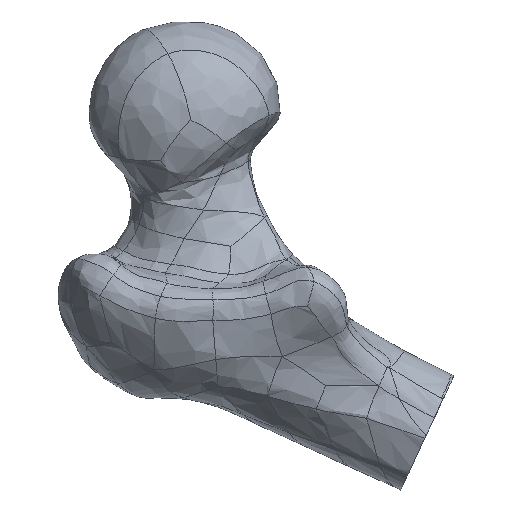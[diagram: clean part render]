
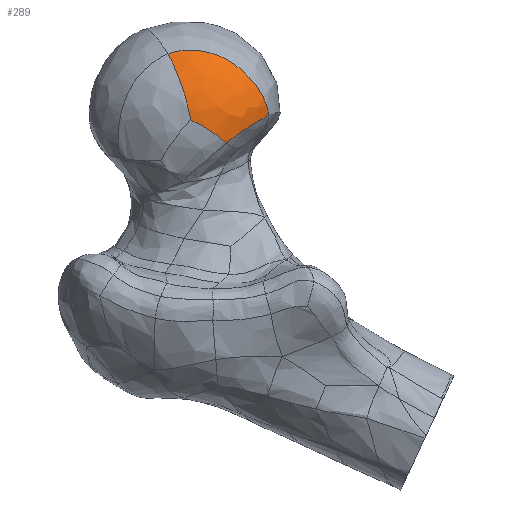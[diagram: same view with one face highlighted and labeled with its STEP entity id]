
A CAD part, top view. The second image highlights one B-rep face of the part: STEP entity #289.
In plain terms, the highlighted free-form (B-spline) face has degree [3, 3] with [8, 8] control points.
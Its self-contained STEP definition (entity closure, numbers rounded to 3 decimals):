
#127=B_SPLINE_SURFACE_WITH_KNOTS('',3,3,((#13690,#13691,#13692,#13693,#13694,
#13695,#13696,#13697),(#13698,#13699,#13700,#13701,#13702,#13703,#13704,
#13705),(#13706,#13707,#13708,#13709,#13710,#13711,#13712,#13713),(#13714,
#13715,#13716,#13717,#13718,#13719,#13720,#13721),(#13722,#13723,#13724,
#13725,#13726,#13727,#13728,#13729),(#13730,#13731,#13732,#13733,#13734,
#13735,#13736,#13737),(#13738,#13739,#13740,#13741,#13742,#13743,#13744,
#13745),(#13746,#13747,#13748,#13749,#13750,#13751,#13752,#13753)),
 .UNSPECIFIED.,.F.,.F.,.F.,(4,1,1,1,1,4),(4,1,1,1,1,4),(0.,0.083,
0.333,0.667,0.917,1.),(0.,0.083,0.333,
0.667,0.917,1.),.UNSPECIFIED.);
#289=ADVANCED_FACE('NONE',(#452),#127,.T.);
#452=FACE_OUTER_BOUND('',#614,.T.);
#614=EDGE_LOOP('',(#918,#919,#920,#921));
#918=ORIENTED_EDGE('',*,*,#1699,.F.);
#919=ORIENTED_EDGE('',*,*,#1700,.F.);
#920=ORIENTED_EDGE('',*,*,#1695,.T.);
#921=ORIENTED_EDGE('',*,*,#1697,.T.);
#1480=VERTEX_POINT('',#13373);
#1483=VERTEX_POINT('',#13503);
#1484=VERTEX_POINT('',#13584);
#1486=VERTEX_POINT('',#13674);
#1695=EDGE_CURVE('NONE',#1480,#1483,#2030,.T.);
#1697=EDGE_CURVE('NONE',#1483,#1484,#2032,.T.);
#1699=EDGE_CURVE('NONE',#1486,#1484,#2034,.T.);
#1700=EDGE_CURVE('NONE',#1480,#1486,#2035,.T.);
#2030=B_SPLINE_CURVE_WITH_KNOTS('',3,(#13504,#13505,#13506,#13507,#13508,
#13509,#13510,#13511),.UNSPECIFIED.,.F.,.F.,(4,1,1,1,1,4),(0.,0.083,
0.333,0.667,0.917,1.),.UNSPECIFIED.);
#2032=B_SPLINE_CURVE_WITH_KNOTS('',3,(#13586,#13587,#13588,#13589,#13590,
#13591,#13592,#13593),.UNSPECIFIED.,.F.,.F.,(4,1,1,1,1,4),(0.,0.083,
0.333,0.667,0.917,1.),.UNSPECIFIED.);
#2034=B_SPLINE_CURVE_WITH_KNOTS('',3,(#13666,#13667,#13668,#13669,#13670,
#13671,#13672,#13673),.UNSPECIFIED.,.F.,.F.,(4,1,1,1,1,4),(0.,0.083,
0.333,0.667,0.917,1.),.UNSPECIFIED.);
#2035=B_SPLINE_CURVE_WITH_KNOTS('',3,(#13675,#13676,#13677,#13678,#13679,
#13680,#13681,#13682,#13683,#13684,#13685,#13686,#13687,#13688,#13689),
 .UNSPECIFIED.,.F.,.F.,(4,1,1,1,1,1,1,1,1,1,1,1,4),(0.,0.083,0.167,
0.25,0.333,0.417,0.5,0.583,0.667,0.75,
0.833,0.917,1.),.UNSPECIFIED.);
#13373=CARTESIAN_POINT('',(-196.484,155.01,19.607));
#13503=CARTESIAN_POINT('',(-190.202,136.787,26.163));
#13504=CARTESIAN_POINT('',(-196.484,155.01,19.607));
#13505=CARTESIAN_POINT('',(-196.226,154.57,20.037));
#13506=CARTESIAN_POINT('',(-195.369,152.932,21.485));
#13507=CARTESIAN_POINT('',(-193.674,149.325,23.984));
#13508=CARTESIAN_POINT('',(-191.884,144.015,25.956));
#13509=CARTESIAN_POINT('',(-190.74,139.461,26.32));
#13510=CARTESIAN_POINT('',(-190.255,137.169,26.193));
#13511=CARTESIAN_POINT('',(-190.202,136.787,26.163));
#13584=CARTESIAN_POINT('',(-180.435,130.429,22.282));
#13586=CARTESIAN_POINT('',(-190.202,136.787,26.163));
#13587=CARTESIAN_POINT('',(-190.071,136.728,26.15));
#13588=CARTESIAN_POINT('',(-188.796,136.129,26.02));
#13589=CARTESIAN_POINT('',(-186.291,134.869,25.588));
#13590=CARTESIAN_POINT('',(-183.473,132.879,24.671));
#13591=CARTESIAN_POINT('',(-181.442,131.254,23.474));
#13592=CARTESIAN_POINT('',(-180.613,130.578,22.528));
#13593=CARTESIAN_POINT('',(-180.435,130.429,22.282));
#13666=CARTESIAN_POINT('',(-168.73,137.999,13.087));
#13667=CARTESIAN_POINT('',(-168.96,137.887,13.497));
#13668=CARTESIAN_POINT('',(-169.965,137.362,15.044));
#13669=CARTESIAN_POINT('',(-172.275,136.161,17.84));
#13670=CARTESIAN_POINT('',(-175.633,133.964,20.564));
#13671=CARTESIAN_POINT('',(-178.557,131.827,21.808));
#13672=CARTESIAN_POINT('',(-180.065,130.72,22.213));
#13673=CARTESIAN_POINT('',(-180.435,130.429,22.282));
#13674=CARTESIAN_POINT('',(-168.73,137.999,13.087));
#13675=CARTESIAN_POINT('',(-196.484,155.01,19.607));
#13676=CARTESIAN_POINT('',(-195.511,155.379,19.518));
#13677=CARTESIAN_POINT('',(-193.462,155.845,19.443));
#13678=CARTESIAN_POINT('',(-190.316,156.081,19.321));
#13679=CARTESIAN_POINT('',(-187.177,155.852,19.166));
#13680=CARTESIAN_POINT('',(-184.121,155.153,18.951));
#13681=CARTESIAN_POINT('',(-181.224,153.981,18.65));
#13682=CARTESIAN_POINT('',(-178.518,152.404,18.256));
#13683=CARTESIAN_POINT('',(-176.034,150.493,17.763));
#13684=CARTESIAN_POINT('',(-173.804,148.316,17.165));
#13685=CARTESIAN_POINT('',(-171.859,145.944,16.456));
#13686=CARTESIAN_POINT('',(-170.282,143.38,15.568));
#13687=CARTESIAN_POINT('',(-169.156,140.628,14.43));
#13688=CARTESIAN_POINT('',(-168.761,138.672,13.461));
#13689=CARTESIAN_POINT('',(-168.73,137.999,13.087));
#13690=CARTESIAN_POINT('',(-180.435,130.429,22.282));
#13691=CARTESIAN_POINT('',(-180.613,130.578,22.528));
#13692=CARTESIAN_POINT('',(-181.442,131.254,23.474));
#13693=CARTESIAN_POINT('',(-183.473,132.879,24.671));
#13694=CARTESIAN_POINT('',(-186.291,134.869,25.588));
#13695=CARTESIAN_POINT('',(-188.796,136.129,26.02));
#13696=CARTESIAN_POINT('',(-190.071,136.728,26.15));
#13697=CARTESIAN_POINT('',(-190.202,136.787,26.163));
#13698=CARTESIAN_POINT('',(-180.065,130.72,22.213));
#13699=CARTESIAN_POINT('',(-180.238,130.875,22.466));
#13700=CARTESIAN_POINT('',(-181.048,131.605,23.447));
#13701=CARTESIAN_POINT('',(-183.114,133.33,24.656));
#13702=CARTESIAN_POINT('',(-186.012,135.411,25.615));
#13703=CARTESIAN_POINT('',(-188.632,136.675,26.055));
#13704=CARTESIAN_POINT('',(-189.964,137.244,26.178));
#13705=CARTESIAN_POINT('',(-190.255,137.169,26.193));
#13706=CARTESIAN_POINT('',(-178.557,131.827,21.808));
#13707=CARTESIAN_POINT('',(-178.716,132.032,22.105));
#13708=CARTESIAN_POINT('',(-179.538,133.024,23.295));
#13709=CARTESIAN_POINT('',(-181.918,135.309,24.648));
#13710=CARTESIAN_POINT('',(-185.395,137.879,25.802));
#13711=CARTESIAN_POINT('',(-188.744,139.099,26.229));
#13712=CARTESIAN_POINT('',(-190.39,139.556,26.302));
#13713=CARTESIAN_POINT('',(-190.74,139.461,26.32));
#13714=CARTESIAN_POINT('',(-175.633,133.964,20.564));
#13715=CARTESIAN_POINT('',(-175.767,134.276,20.905));
#13716=CARTESIAN_POINT('',(-176.637,135.871,22.358));
#13717=CARTESIAN_POINT('',(-179.597,139.328,24.231));
#13718=CARTESIAN_POINT('',(-184.351,142.87,25.543));
#13719=CARTESIAN_POINT('',(-189.139,143.987,25.95));
#13720=CARTESIAN_POINT('',(-191.396,144.166,25.93));
#13721=CARTESIAN_POINT('',(-191.884,144.015,25.956));
#13722=CARTESIAN_POINT('',(-172.275,136.161,17.84));
#13723=CARTESIAN_POINT('',(-172.335,136.622,18.264));
#13724=CARTESIAN_POINT('',(-173.079,139.07,20.148));
#13725=CARTESIAN_POINT('',(-176.891,144.027,22.036));
#13726=CARTESIAN_POINT('',(-183.292,148.959,23.841));
#13727=CARTESIAN_POINT('',(-189.871,149.855,24.047));
#13728=CARTESIAN_POINT('',(-192.987,149.566,23.945));
#13729=CARTESIAN_POINT('',(-193.674,149.325,23.984));
#13730=CARTESIAN_POINT('',(-169.965,137.362,15.044));
#13731=CARTESIAN_POINT('',(-170.,137.954,15.445));
#13732=CARTESIAN_POINT('',(-170.77,141.16,17.305));
#13733=CARTESIAN_POINT('',(-175.019,147.339,19.437));
#13734=CARTESIAN_POINT('',(-182.807,153.37,21.363));
#13735=CARTESIAN_POINT('',(-190.738,153.964,21.442));
#13736=CARTESIAN_POINT('',(-194.514,153.263,21.425));
#13737=CARTESIAN_POINT('',(-195.369,152.932,21.485));
#13738=CARTESIAN_POINT('',(-168.96,137.887,13.497));
#13739=CARTESIAN_POINT('',(-168.991,138.543,13.881));
#13740=CARTESIAN_POINT('',(-169.755,142.117,15.746));
#13741=CARTESIAN_POINT('',(-174.127,148.919,18.059));
#13742=CARTESIAN_POINT('',(-182.758,155.194,19.585));
#13743=CARTESIAN_POINT('',(-191.208,155.802,19.876));
#13744=CARTESIAN_POINT('',(-195.271,154.947,19.956));
#13745=CARTESIAN_POINT('',(-196.226,154.57,20.037));
#13746=CARTESIAN_POINT('',(-168.73,137.999,13.087));
#13747=CARTESIAN_POINT('',(-168.761,138.672,13.461));
#13748=CARTESIAN_POINT('',(-169.551,142.584,15.4));
#13749=CARTESIAN_POINT('',(-173.978,149.434,17.588));
#13750=CARTESIAN_POINT('',(-182.836,155.709,19.023));
#13751=CARTESIAN_POINT('',(-191.412,156.311,19.367));
#13752=CARTESIAN_POINT('',(-195.511,155.379,19.518));
#13753=CARTESIAN_POINT('',(-196.484,155.01,19.607));
